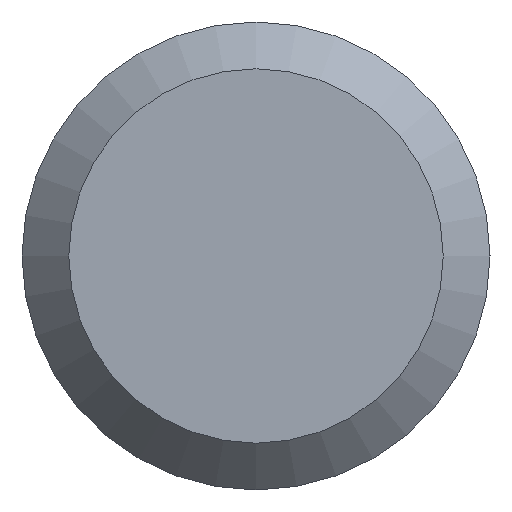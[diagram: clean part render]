
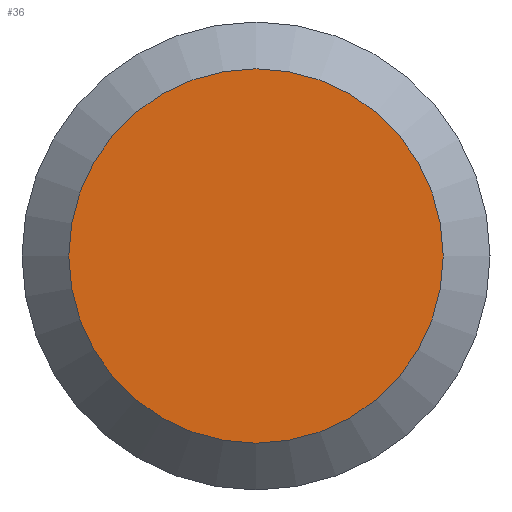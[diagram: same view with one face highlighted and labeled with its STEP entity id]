
A CAD part, left-side view. The second image highlights one B-rep face of the part: STEP entity #36.
In plain terms, the highlighted planar face has unit normal (-1, 0, 0).
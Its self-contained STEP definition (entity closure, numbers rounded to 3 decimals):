
#1 = PLANE ( 'NONE',  #33 ) ;
#13 = VERTEX_POINT ( 'NONE', #45 ) ;
#33 = AXIS2_PLACEMENT_3D ( 'NONE', #162, #204, #91 ) ;
#36 = ADVANCED_FACE ( 'NONE', ( #160 ), #1, .T. ) ;
#41 = CIRCLE ( 'NONE', #42, 2.4 ) ;
#42 = AXIS2_PLACEMENT_3D ( 'NONE', #107, #203, #54 ) ;
#45 = CARTESIAN_POINT ( 'NONE',  ( 0., 2.4, 0. ) ) ;
#48 = EDGE_CURVE ( 'NONE', #13, #13, #41, .T. ) ;
#54 = DIRECTION ( 'NONE',  ( 0., 1., 0. ) ) ;
#91 = DIRECTION ( 'NONE',  ( 0., -1., 0. ) ) ;
#107 = CARTESIAN_POINT ( 'NONE',  ( 0., 0., 0. ) ) ;
#160 = FACE_OUTER_BOUND ( 'NONE', #193, .T. ) ;
#162 = CARTESIAN_POINT ( 'NONE',  ( 0., 0., 0. ) ) ;
#193 = EDGE_LOOP ( 'NONE', ( #209 ) ) ;
#203 = DIRECTION ( 'NONE',  ( 1., 0., 0. ) ) ;
#204 = DIRECTION ( 'NONE',  ( -1., 0., 0. ) ) ;
#209 = ORIENTED_EDGE ( 'NONE', *, *, #48, .F. ) ;
